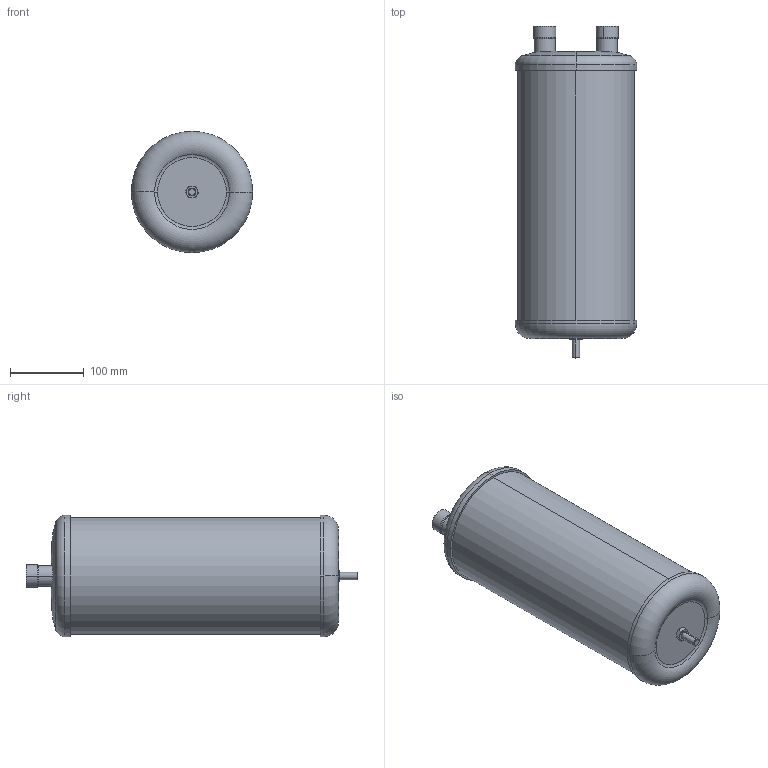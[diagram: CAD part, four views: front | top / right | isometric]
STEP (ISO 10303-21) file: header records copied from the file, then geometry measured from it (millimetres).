
FILE_DESCRIPTION((''),'2;1');
FILE_NAME('191U006410_ASM','2023-04-04T08:38:12',('U375483'),('DANFOSS COMMERCIAL COMPRESSOR'),'CREO PARAMETRIC BY PTC INC, 2022124','CREO PARAMETRIC BY PTC INC, 2022124','');
FILE_SCHEMA(('CONFIG_CONTROL_DESIGN'));
Length unit declared in the file: millimetre
Products named in the file (8): 191U006410B; 191U006410C_VALOR_PREDETERMINAD; 191U006410D_VALOR_PREDETERMINAD; 191U006410E_VALOR_PREDETERMINAD; HEX_SCREW_GRADEAB_DIN_ISO_4017_; 191U006410A; 191U006410_1_ASM; 191U006410_ASM
Assembly tree (7 placements, depth 3):
  191U006410_ASM
    191U006410_1_ASM
      191U006410B
      191U006410C_VALOR_PREDETERMINAD
      191U006410D_VALOR_PREDETERMINAD
      191U006410E_VALOR_PREDETERMINAD
      HEX_SCREW_GRADEAB_DIN_ISO_4017_
      191U006410A
Bounding box: 165 x 451.4 x 165 mm (x, y, z)
Volume: 760363.4 mm3; surface area: 613466.6 mm2
Topology: 6 solids, 6 shells, 121 faces, 256 edges, 150 vertices
Faces by surface type: cylinder 46, torus 34, plane 29, cone 8, bspline 4
Entity records: 3802 total; most frequent: CARTESIAN_POINT 924, DIRECTION 662, ORIENTED_EDGE 512, AXIS2_PLACEMENT_3D 298, EDGE_CURVE 256, CIRCLE 160, VERTEX_POINT 150, EDGE_LOOP 140
